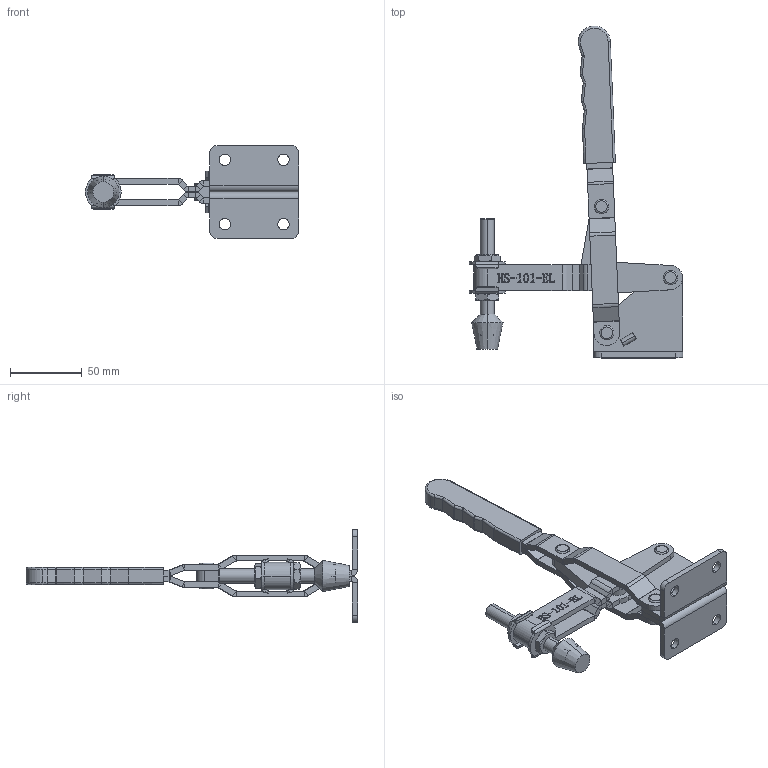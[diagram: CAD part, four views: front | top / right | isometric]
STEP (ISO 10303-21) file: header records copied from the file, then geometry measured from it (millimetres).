
FILE_DESCRIPTION (( 'STEP AP203' ), '1' );
FILE_NAME ('HS-101-EL .STEP', '2019-10-14T11:32:17', ( '微软用户' ), ( '微软中国' ), 'SwSTEP 2.0', 'SolidWorks 2012', '' );
FILE_SCHEMA (( 'CONFIG_CONTROL_DESIGN' ));
Length unit declared in the file: millimetre
Products named in the file (12): HS-101-EL ; FW-380; hex thin nuts-grades ab-chamfered gb_GB_FASTENER_NUT_STNAB M10-N; hexagon head bolts-full thread gb_GB_FASTENER_BOLT_STBAB A M10X80-C; 揤輸; 揤參; 种; 忒梟; 忒參; 蟀裝; 楊擘菁釱酘; 楊擘菁釱衵
Assembly tree (17 placements, depth 2):
  HS-101-EL 
    楊擘菁釱衵
    楊擘菁釱酘
    蟀裝
    忒參
    忒梟  x2
    种  x4
    揤參
    揤輸
    hexagon head bolts-full thread gb_GB_FASTENER_BOLT_STBAB A M10X80-C
    hex thin nuts-grades ab-chamfered gb_GB_FASTENER_NUT_STNAB M10-N  x2
    FW-380  x2
Bounding box: 149 x 231.93 x 65 mm (x, y, z)
Volume: 125287.7 mm3; surface area: 69175.8 mm2
Topology: 17 solids, 17 shells, 852 faces, 2123 edges, 1329 vertices
Faces by surface type: plane 494, cylinder 180, bspline 130, cone 30, torus 18
Entity records: 28989 total; most frequent: CARTESIAN_POINT 10846, ORIENTED_EDGE 3668, DIRECTION 3067, EDGE_CURVE 1834, LINE 1227, VECTOR 1227, VERTEX_POINT 1163, AXIS2_PLACEMENT_3D 920
